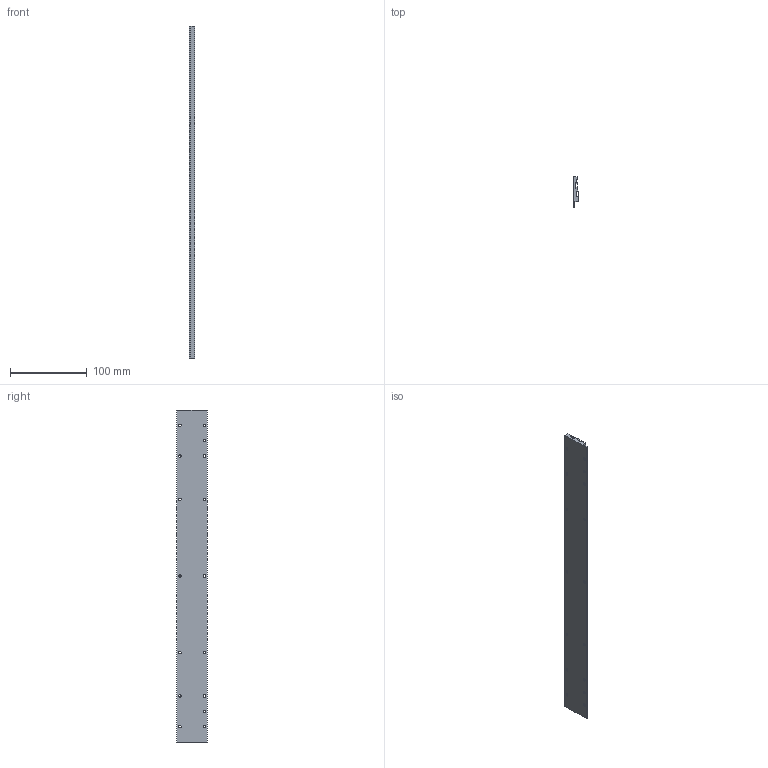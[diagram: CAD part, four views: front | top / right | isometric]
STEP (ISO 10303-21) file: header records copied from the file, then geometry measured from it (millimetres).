
FILE_DESCRIPTION(/* description */ ('STEP AP214'),/* implementation_level */ '2;1');
FILE_NAME(/* name */ '525689_SLG-S-12-300',/* time_stamp */ '2024-09-15T06:43:35+02:00',/* author */ ('License CC BY-ND 4.0'),/* organization */ ('CADENAS'),/* preprocessor_version */ 'ST-DEVELOPER v19.3',/* originating_system */ 'PARTsolutions',/* authorisation */ ' ');
FILE_SCHEMA (('AUTOMOTIVE_DESIGN {1 0 10303 214 3 1 1}'));
Length unit declared in the file: millimetre
Products named in the file (1): 525689 SLG-S-12-300
Bounding box: 7.2 x 39.6 x 433 mm (x, y, z)
Volume: 75124.1 mm3; surface area: 51342.5 mm2
Topology: 1 solids, 1 shells, 79 faces, 231 edges, 154 vertices
Faces by surface type: plane 42, cylinder 37
Full cylindrical faces by diameter (mm): 3 x2, 3.4 x14, 6 x7
Entity records: 2562 total; most frequent: DIRECTION 442, CARTESIAN_POINT 428, ORIENTED_EDGE 402, EDGE_CURVE 201, AXIS2_PLACEMENT_3D 161, VERTEX_POINT 147, EDGE_LOOP 134, FACE_BOUND 134
